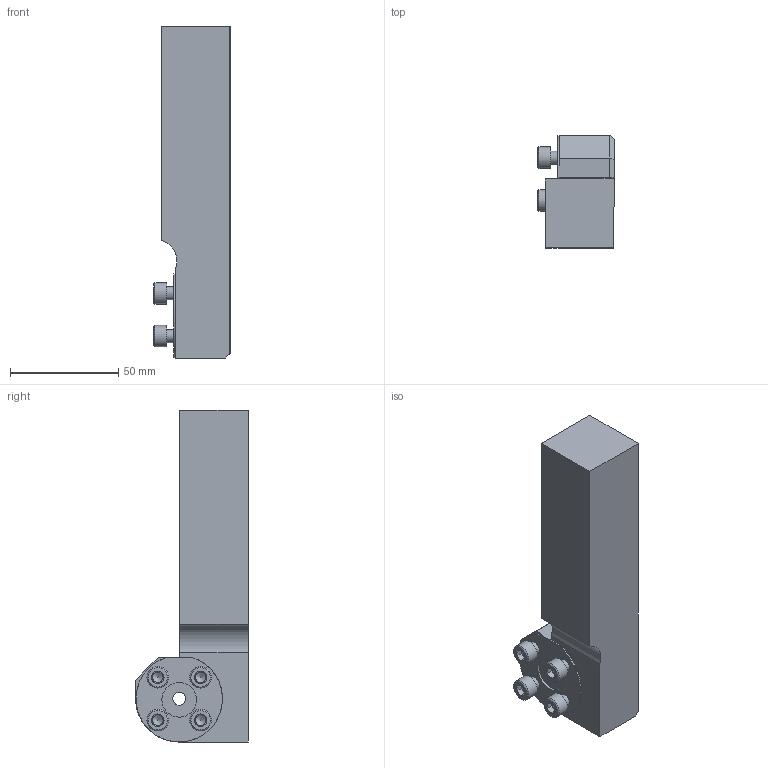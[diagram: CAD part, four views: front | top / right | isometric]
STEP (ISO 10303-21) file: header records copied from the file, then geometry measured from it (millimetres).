
FILE_DESCRIPTION(/* description */ (''),/* implementation_level */ '2;1');
FILE_NAME(/* name */ '1535447863684.stp',/* time_stamp */ '2018-08-28T14:47:54+05:00',/* author */ (''),/* organization */ ('SMS'),/* preprocessor_version */ 'ST-DEVELOPER v15',/* originating_system */ 'SIEMENS PLM Software NX 8.5',/* authorisation */ '');
FILE_SCHEMA (('AUTOMOTIVE_DESIGN { 1 0 10303 214 3 1 1 1 }'));
Length unit declared in the file: millimetre
Products named in the file (1): 201781748mod000_00
Bounding box: 35.25 x 52.15 x 153.5 mm (x, y, z)
Volume: 162183 mm3; surface area: 24806.5 mm2
Topology: 1 solids, 1 shells, 89 faces, 221 edges, 149 vertices
Faces by surface type: plane 57, cylinder 17, cone 15
Full cylindrical faces by diameter (mm): 6 x5, 6.009 x1, 8.7 x1, 10 x4, 16 x1
Entity records: 2457 total; most frequent: CARTESIAN_POINT 484, DIRECTION 386, ORIENTED_EDGE 354, EDGE_CURVE 177, AXIS2_PLACEMENT_3D 141, VERTEX_POINT 132, EDGE_LOOP 129, LINE 104
